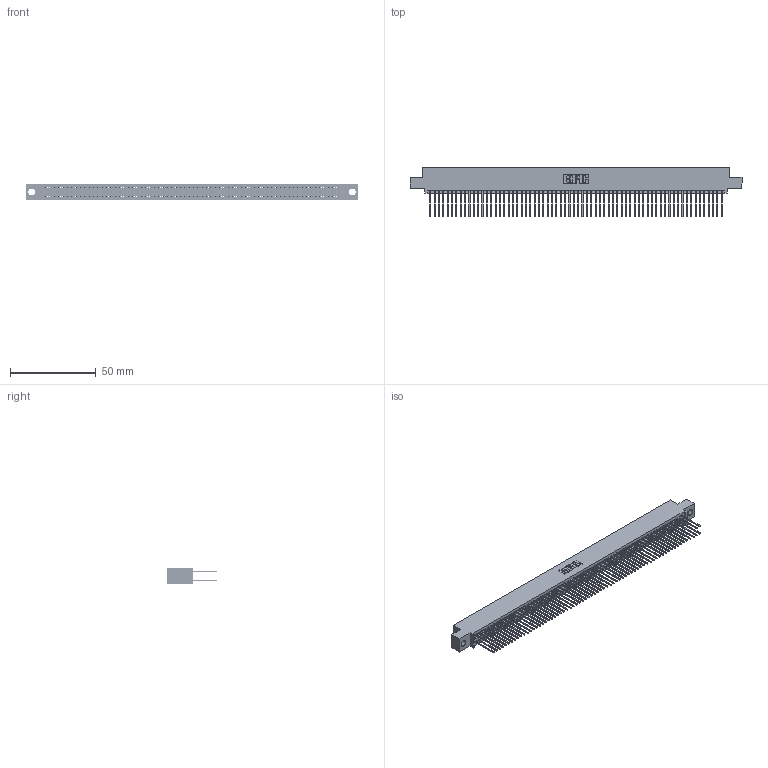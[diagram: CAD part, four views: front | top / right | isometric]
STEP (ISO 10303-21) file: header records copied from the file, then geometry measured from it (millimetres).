
FILE_DESCRIPTION (( 'STEP AP203' ), '1' );
FILE_NAME ('395-136-540-504.STEP', '2018-12-05T08:23:02', ( '' ), ( '' ), 'SwSTEP 2.0', 'SolidWorks 2016', '' );
FILE_SCHEMA (( 'CONFIG_CONTROL_DESIGN' ));
Length unit declared in the file: inch
Products named in the file (3): 395-136-540-504; 345 Part_0.110 Offset - 0.156 Dia-TH; 345-292-001_345-293-140
Assembly tree (137 placements, depth 2):
  395-136-540-504
    345 Part_0.110 Offset - 0.156 Dia-TH
    345-292-001_345-293-140  x136
Bounding box: 193.93 x 29.13 x 9.4 mm (x, y, z)
Volume: 19434.2 mm3; surface area: 31530.5 mm2
Topology: 137 solids, 137 shells, 6930 faces, 20617 edges, 13562 vertices
Faces by surface type: plane 4572, cylinder 2358
Entity records: 50007 total; most frequent: CARTESIAN_POINT 8360, ORIENTED_EDGE 8294, DIRECTION 7339, EDGE_CURVE 4147, LINE 3743, VECTOR 3743, VERTEX_POINT 2762, AXIS2_PLACEMENT_3D 1798
